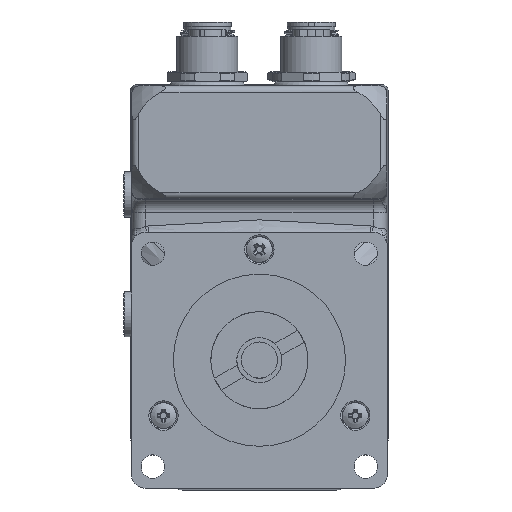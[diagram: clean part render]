
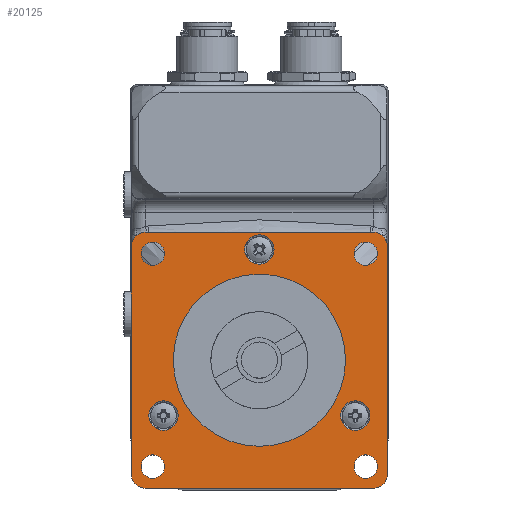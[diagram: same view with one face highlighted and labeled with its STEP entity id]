
A CAD part, top view. The second image highlights one B-rep face of the part: STEP entity #20125.
In plain terms, the highlighted planar face has unit normal (0, 0, 1).
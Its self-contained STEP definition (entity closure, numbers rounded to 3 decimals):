
#1043=FACE_BOUND('',#2776,.T.);
#1044=FACE_BOUND('',#2777,.T.);
#1045=FACE_BOUND('',#2778,.T.);
#1046=FACE_BOUND('',#2779,.T.);
#1047=FACE_BOUND('',#2780,.T.);
#1048=FACE_BOUND('',#2781,.T.);
#1049=FACE_BOUND('',#2782,.T.);
#1050=FACE_BOUND('',#2783,.T.);
#1177=PLANE('',#21339);
#1624=FACE_OUTER_BOUND('',#2775,.T.);
#2775=EDGE_LOOP('',(#12715,#12716,#12717,#12718,#12719,#12720,#12721,#12722));
#2776=EDGE_LOOP('',(#12723));
#2777=EDGE_LOOP('',(#12724));
#2778=EDGE_LOOP('',(#12725));
#2779=EDGE_LOOP('',(#12726));
#2780=EDGE_LOOP('',(#12727));
#2781=EDGE_LOOP('',(#12728));
#2782=EDGE_LOOP('',(#12729));
#2783=EDGE_LOOP('',(#12730));
#4051=LINE('',#28824,#5399);
#4052=LINE('',#28828,#5400);
#4053=LINE('',#28832,#5401);
#4054=LINE('',#28836,#5402);
#5399=VECTOR('',#23438,50.6);
#5400=VECTOR('',#23441,50.6);
#5401=VECTOR('',#23444,50.6);
#5402=VECTOR('',#23447,50.6);
#6745=CIRCLE('',#21313,3.25);
#6746=CIRCLE('',#21315,3.25);
#6747=CIRCLE('',#21317,3.25);
#6761=CIRCLE('',#21337,19.05);
#6762=CIRCLE('',#21340,3.);
#6763=CIRCLE('',#21341,3.);
#6764=CIRCLE('',#21342,3.);
#6765=CIRCLE('',#21343,3.);
#6766=CIRCLE('',#21344,2.6);
#6767=CIRCLE('',#21345,2.6);
#6768=CIRCLE('',#21346,2.6);
#6769=CIRCLE('',#21347,2.6);
#7718=VERTEX_POINT('',#28761);
#7719=VERTEX_POINT('',#28765);
#7720=VERTEX_POINT('',#28769);
#7738=VERTEX_POINT('',#28817);
#7739=VERTEX_POINT('',#28822);
#7740=VERTEX_POINT('',#28823);
#7741=VERTEX_POINT('',#28825);
#7742=VERTEX_POINT('',#28827);
#7743=VERTEX_POINT('',#28829);
#7744=VERTEX_POINT('',#28831);
#7745=VERTEX_POINT('',#28833);
#7746=VERTEX_POINT('',#28835);
#7747=VERTEX_POINT('',#28838);
#7748=VERTEX_POINT('',#28840);
#7749=VERTEX_POINT('',#28842);
#7750=VERTEX_POINT('',#28844);
#9689=EDGE_CURVE('',#7718,#7718,#6745,.T.);
#9691=EDGE_CURVE('',#7719,#7719,#6746,.T.);
#9693=EDGE_CURVE('',#7720,#7720,#6747,.T.);
#9717=EDGE_CURVE('',#7738,#7738,#6761,.T.);
#9718=EDGE_CURVE('',#7739,#7740,#4051,.T.);
#9719=EDGE_CURVE('',#7741,#7739,#6762,.T.);
#9720=EDGE_CURVE('',#7742,#7741,#4052,.T.);
#9721=EDGE_CURVE('',#7743,#7742,#6763,.T.);
#9722=EDGE_CURVE('',#7744,#7743,#4053,.T.);
#9723=EDGE_CURVE('',#7745,#7744,#6764,.T.);
#9724=EDGE_CURVE('',#7746,#7745,#4054,.T.);
#9725=EDGE_CURVE('',#7740,#7746,#6765,.T.);
#9726=EDGE_CURVE('',#7747,#7747,#6766,.T.);
#9727=EDGE_CURVE('',#7748,#7748,#6767,.T.);
#9728=EDGE_CURVE('',#7749,#7749,#6768,.T.);
#9729=EDGE_CURVE('',#7750,#7750,#6769,.T.);
#12715=ORIENTED_EDGE('',*,*,#9718,.F.);
#12716=ORIENTED_EDGE('',*,*,#9719,.F.);
#12717=ORIENTED_EDGE('',*,*,#9720,.F.);
#12718=ORIENTED_EDGE('',*,*,#9721,.F.);
#12719=ORIENTED_EDGE('',*,*,#9722,.F.);
#12720=ORIENTED_EDGE('',*,*,#9723,.F.);
#12721=ORIENTED_EDGE('',*,*,#9724,.F.);
#12722=ORIENTED_EDGE('',*,*,#9725,.F.);
#12723=ORIENTED_EDGE('',*,*,#9689,.T.);
#12724=ORIENTED_EDGE('',*,*,#9691,.T.);
#12725=ORIENTED_EDGE('',*,*,#9693,.T.);
#12726=ORIENTED_EDGE('',*,*,#9726,.T.);
#12727=ORIENTED_EDGE('',*,*,#9727,.T.);
#12728=ORIENTED_EDGE('',*,*,#9728,.T.);
#12729=ORIENTED_EDGE('',*,*,#9729,.T.);
#12730=ORIENTED_EDGE('',*,*,#9717,.T.);
#20125=ADVANCED_FACE('',(#1624,#1043,#1044,#1045,#1046,#1047,#1048,#1049,
#1050),#1177,.T.);
#21313=AXIS2_PLACEMENT_3D('',#28763,#23372,#23373);
#21315=AXIS2_PLACEMENT_3D('',#28767,#23377,#23378);
#21317=AXIS2_PLACEMENT_3D('',#28771,#23382,#23383);
#21337=AXIS2_PLACEMENT_3D('',#28819,#23432,#23433);
#21339=AXIS2_PLACEMENT_3D('',#28821,#23436,#23437);
#21340=AXIS2_PLACEMENT_3D('',#28826,#23439,#23440);
#21341=AXIS2_PLACEMENT_3D('',#28830,#23442,#23443);
#21342=AXIS2_PLACEMENT_3D('',#28834,#23445,#23446);
#21343=AXIS2_PLACEMENT_3D('',#28837,#23448,#23449);
#21344=AXIS2_PLACEMENT_3D('',#28839,#23450,#23451);
#21345=AXIS2_PLACEMENT_3D('',#28841,#23452,#23453);
#21346=AXIS2_PLACEMENT_3D('',#28843,#23454,#23455);
#21347=AXIS2_PLACEMENT_3D('',#28845,#23456,#23457);
#23372=DIRECTION('center_axis',(0.,0.,-1.));
#23373=DIRECTION('ref_axis',(1.,0.,0.));
#23377=DIRECTION('center_axis',(0.,0.,-1.));
#23378=DIRECTION('ref_axis',(1.,0.,0.));
#23382=DIRECTION('center_axis',(0.,0.,-1.));
#23383=DIRECTION('ref_axis',(1.,0.,0.));
#23432=DIRECTION('center_axis',(0.,0.,-1.));
#23433=DIRECTION('ref_axis',(-1.,0.,0.));
#23436=DIRECTION('center_axis',(0.,0.,1.));
#23437=DIRECTION('ref_axis',(1.,0.,0.));
#23438=DIRECTION('',(1.,0.,0.));
#23439=DIRECTION('center_axis',(0.,0.,-1.));
#23440=DIRECTION('ref_axis',(0.,-1.,0.));
#23441=DIRECTION('',(0.,1.,0.));
#23442=DIRECTION('center_axis',(0.,0.,-1.));
#23443=DIRECTION('ref_axis',(1.,0.,0.));
#23444=DIRECTION('',(-1.,0.,0.));
#23445=DIRECTION('center_axis',(0.,0.,-1.));
#23446=DIRECTION('ref_axis',(0.,1.,0.));
#23447=DIRECTION('',(0.,-1.,0.));
#23448=DIRECTION('center_axis',(0.,0.,-1.));
#23449=DIRECTION('ref_axis',(-1.,0.,0.));
#23450=DIRECTION('center_axis',(0.,0.,-1.));
#23451=DIRECTION('ref_axis',(-1.,0.,0.));
#23452=DIRECTION('center_axis',(0.,0.,-1.));
#23453=DIRECTION('ref_axis',(-1.,0.,0.));
#23454=DIRECTION('center_axis',(0.,0.,-1.));
#23455=DIRECTION('ref_axis',(-1.,0.,0.));
#23456=DIRECTION('center_axis',(0.,0.,-1.));
#23457=DIRECTION('ref_axis',(-1.,0.,0.));
#28761=CARTESIAN_POINT('',(17.968,-12.25,0.));
#28763=CARTESIAN_POINT('Origin',(21.218,-12.25,0.));
#28765=CARTESIAN_POINT('',(-24.468,-12.25,0.));
#28767=CARTESIAN_POINT('Origin',(-21.218,-12.25,0.));
#28769=CARTESIAN_POINT('',(-3.25,24.5,0.));
#28771=CARTESIAN_POINT('Origin',(0.,24.5,0.));
#28817=CARTESIAN_POINT('',(19.05,0.,0.));
#28819=CARTESIAN_POINT('Origin',(0.,0.,0.));
#28821=CARTESIAN_POINT('Origin',(0.,0.,0.));
#28822=CARTESIAN_POINT('',(-25.3,28.3,0.));
#28823=CARTESIAN_POINT('',(25.3,28.3,0.));
#28824=CARTESIAN_POINT('',(-25.3,28.3,0.));
#28825=CARTESIAN_POINT('',(-28.3,25.3,0.));
#28826=CARTESIAN_POINT('Origin',(-25.3,25.3,0.));
#28827=CARTESIAN_POINT('',(-28.3,-25.3,0.));
#28828=CARTESIAN_POINT('',(-28.3,-25.3,0.));
#28829=CARTESIAN_POINT('',(-25.3,-28.3,0.));
#28830=CARTESIAN_POINT('Origin',(-25.3,-25.3,0.));
#28831=CARTESIAN_POINT('',(25.3,-28.3,0.));
#28832=CARTESIAN_POINT('',(25.3,-28.3,0.));
#28833=CARTESIAN_POINT('',(28.3,-25.3,0.));
#28834=CARTESIAN_POINT('Origin',(25.3,-25.3,0.));
#28835=CARTESIAN_POINT('',(28.3,25.3,0.));
#28836=CARTESIAN_POINT('',(28.3,25.3,0.));
#28837=CARTESIAN_POINT('Origin',(25.3,25.3,0.));
#28838=CARTESIAN_POINT('',(-20.95,-23.55,0.));
#28839=CARTESIAN_POINT('Origin',(-23.55,-23.55,0.));
#28840=CARTESIAN_POINT('',(-20.95,23.55,0.));
#28841=CARTESIAN_POINT('Origin',(-23.55,23.55,0.));
#28842=CARTESIAN_POINT('',(26.15,23.55,0.));
#28843=CARTESIAN_POINT('Origin',(23.55,23.55,0.));
#28844=CARTESIAN_POINT('',(26.15,-23.55,0.));
#28845=CARTESIAN_POINT('Origin',(23.55,-23.55,0.));
